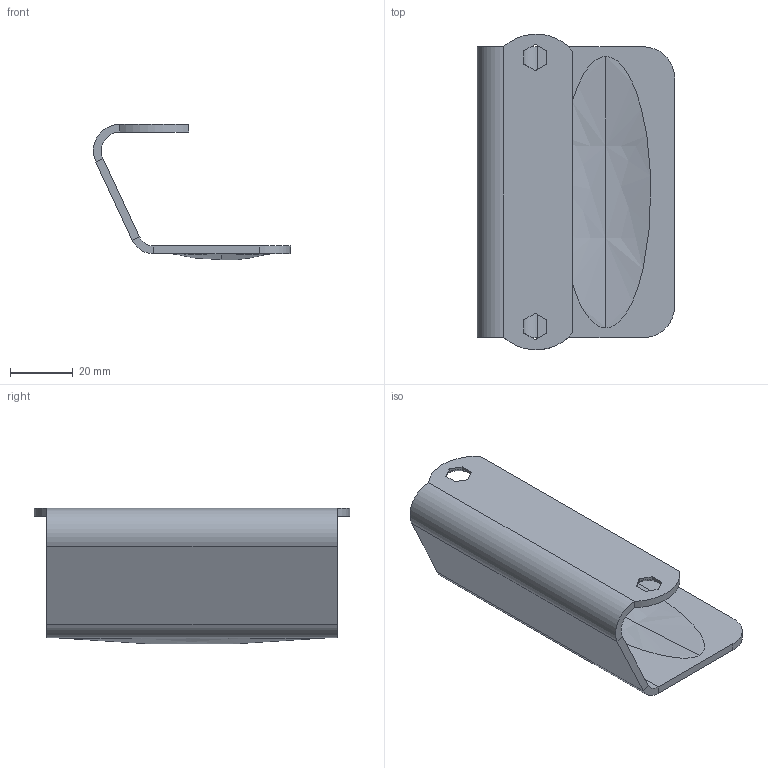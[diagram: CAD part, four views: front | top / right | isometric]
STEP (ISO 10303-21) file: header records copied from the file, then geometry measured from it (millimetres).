
FILE_DESCRIPTION (( 'STEP AP203' ), '1' );
FILE_NAME ('D9_10-93x65.STEP', '2020-02-06T06:49:16', ( '' ), ( '' ), 'SwSTEP 2.0', 'SolidWorks 2019', '' );
FILE_SCHEMA (( 'CONFIG_CONTROL_DESIGN' ));
Length unit declared in the file: millimetre
Products named in the file (1): D9_10-93x65
Bounding box: 63.05 x 100.93 x 43.35 mm (x, y, z)
Volume: 26676.1 mm3; surface area: 22501.9 mm2
Topology: 1 solids, 1 shells, 46 faces, 110 edges, 68 vertices
Faces by surface type: plane 28, cylinder 8, bspline 6, cone 4
Entity records: 2295 total; most frequent: CARTESIAN_POINT 1204, ORIENTED_EDGE 220, DIRECTION 188, EDGE_CURVE 110, VERTEX_POINT 68, AXIS2_PLACEMENT_3D 63, VECTOR 62, LINE 62
